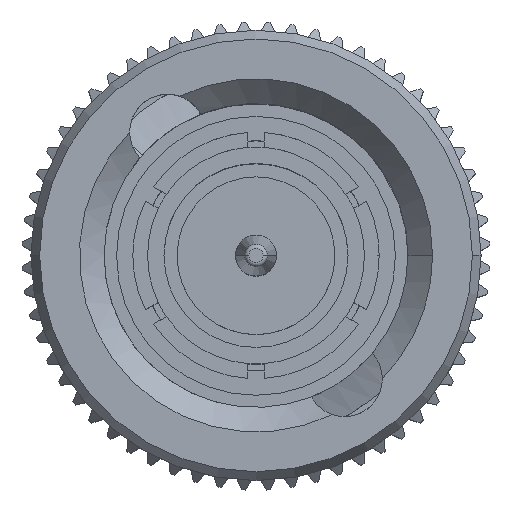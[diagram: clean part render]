
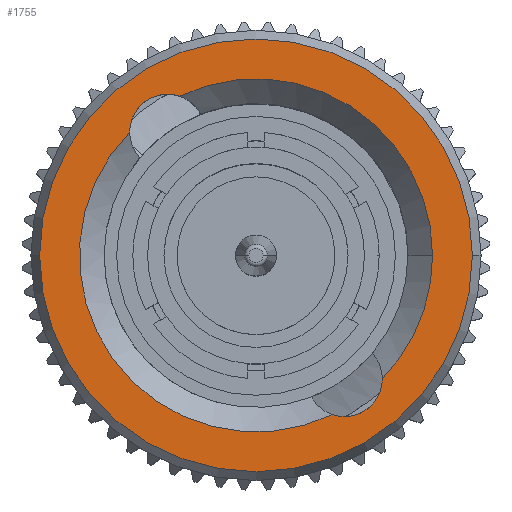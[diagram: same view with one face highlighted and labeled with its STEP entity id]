
A CAD part, top view. The second image highlights one B-rep face of the part: STEP entity #1755.
In plain terms, the highlighted face is planar.
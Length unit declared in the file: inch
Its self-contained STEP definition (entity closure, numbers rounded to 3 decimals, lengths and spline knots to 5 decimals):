
#18 = CARTESIAN_POINT ( 'NONE',  ( 0.33873, 0., -0.26339 ) ) ;
#950 = DIRECTION ( 'NONE',  ( 0., 0., -1. ) ) ;
#1505 = EDGE_CURVE ( 'NONE', #19805, #17636, #22651, .T. ) ;
#1755 = ADVANCED_FACE ( 'NONE', ( #8261, #3482 ), #14353, .F. ) ;
#1956 = EDGE_CURVE ( 'NONE', #4638, #7086, #15292, .T. ) ;
#2563 = CIRCLE ( 'NONE', #8851, 0.046 ) ;
#3120 = DIRECTION ( 'NONE',  ( -1., 0., 0. ) ) ;
#3187 = VERTEX_POINT ( 'NONE', #5518 ) ;
#3482 = FACE_BOUND ( 'NONE', #4586, .T. ) ;
#3557 = ORIENTED_EDGE ( 'NONE', *, *, #3798, .T. ) ;
#3576 = DIRECTION ( 'NONE',  ( 0., 0., 1. ) ) ;
#3798 = EDGE_CURVE ( 'NONE', #10657, #13759, #17214, .T. ) ;
#4418 = ORIENTED_EDGE ( 'NONE', *, *, #16652, .T. ) ;
#4586 = EDGE_LOOP ( 'NONE', ( #22950, #4418, #3557, #20757, #16903, #17413 ) ) ;
#4638 = VERTEX_POINT ( 'NONE', #6827 ) ;
#4748 = CARTESIAN_POINT ( 'NONE',  ( 0.33873, 0., 0. ) ) ;
#5084 = CARTESIAN_POINT ( 'NONE',  ( 0.33873, 0., -0.26339 ) ) ;
#5518 = CARTESIAN_POINT ( 'NONE',  ( 0.33873, 0.1938, -0.09296 ) ) ;
#6774 = CIRCLE ( 'NONE', #18472, 0.046 ) ;
#6827 = CARTESIAN_POINT ( 'NONE',  ( 0.33873, -0.1938, 0.09296 ) ) ;
#7086 = VERTEX_POINT ( 'NONE', #13253 ) ;
#7145 = DIRECTION ( 'NONE',  ( 0., 0., -1. ) ) ;
#7530 = ORIENTED_EDGE ( 'NONE', *, *, #18051, .T. ) ;
#7827 = DIRECTION ( 'NONE',  ( 0., 0., -1. ) ) ;
#7877 = DIRECTION ( 'NONE',  ( 1., 0., 0. ) ) ;
#8073 = AXIS2_PLACEMENT_3D ( 'NONE', #21298, #15921, #10196 ) ;
#8261 = FACE_OUTER_BOUND ( 'NONE', #9792, .T. ) ;
#8829 = CARTESIAN_POINT ( 'NONE',  ( 0.33873, 0.15026, -0.10782 ) ) ;
#8851 = AXIS2_PLACEMENT_3D ( 'NONE', #9226, #13181, #9466 ) ;
#8983 = DIRECTION ( 'NONE',  ( -1., 0., 0. ) ) ;
#9226 = CARTESIAN_POINT ( 'NONE',  ( 0.33873, -0.15026, 0.10782 ) ) ;
#9466 = DIRECTION ( 'NONE',  ( 0., 0., -1. ) ) ;
#9792 = EDGE_LOOP ( 'NONE', ( #7530, #18992 ) ) ;
#9939 = EDGE_CURVE ( 'NONE', #4638, #10860, #2563, .T. ) ;
#10165 = DIRECTION ( 'NONE',  ( 1., 0., 0. ) ) ;
#10196 = DIRECTION ( 'NONE',  ( 0., 0., 1. ) ) ;
#10345 = DIRECTION ( 'NONE',  ( 1., 0., 0. ) ) ;
#10576 = CIRCLE ( 'NONE', #22077, 0.046 ) ;
#10657 = VERTEX_POINT ( 'NONE', #12675 ) ;
#10860 = VERTEX_POINT ( 'NONE', #19057 ) ;
#12141 = DIRECTION ( 'NONE',  ( 0., 0., -1. ) ) ;
#12425 = AXIS2_PLACEMENT_3D ( 'NONE', #18937, #7877, #950 ) ;
#12675 = CARTESIAN_POINT ( 'NONE',  ( 0.33873, 0., 0.21494 ) ) ;
#13181 = DIRECTION ( 'NONE',  ( -1., 0., 0. ) ) ;
#13253 = CARTESIAN_POINT ( 'NONE',  ( 0.33873, 0.15014, -0.15382 ) ) ;
#13255 = DIRECTION ( 'NONE',  ( 0., 0., -1. ) ) ;
#13759 = VERTEX_POINT ( 'NONE', #20568 ) ;
#13894 = CARTESIAN_POINT ( 'NONE',  ( 0.33873, 0., 0. ) ) ;
#14353 = PLANE ( 'NONE',  #16549 ) ;
#14372 = AXIS2_PLACEMENT_3D ( 'NONE', #4748, #10345, #12141 ) ;
#15292 = CIRCLE ( 'NONE', #23368, 0.21494 ) ;
#15306 = CARTESIAN_POINT ( 'NONE',  ( 0.33873, 0., 0. ) ) ;
#15921 = DIRECTION ( 'NONE',  ( -1., 0., 0. ) ) ;
#16140 = EDGE_CURVE ( 'NONE', #3187, #7086, #10576, .T. ) ;
#16549 = AXIS2_PLACEMENT_3D ( 'NONE', #18, #10165, #7145 ) ;
#16588 = EDGE_CURVE ( 'NONE', #10860, #13759, #6774, .T. ) ;
#16652 = EDGE_CURVE ( 'NONE', #3187, #10657, #19473, .T. ) ;
#16903 = ORIENTED_EDGE ( 'NONE', *, *, #9939, .F. ) ;
#17214 = CIRCLE ( 'NONE', #14372, 0.21494 ) ;
#17413 = ORIENTED_EDGE ( 'NONE', *, *, #1956, .T. ) ;
#17451 = AXIS2_PLACEMENT_3D ( 'NONE', #13894, #3120, #21007 ) ;
#17636 = VERTEX_POINT ( 'NONE', #5084 ) ;
#18051 = EDGE_CURVE ( 'NONE', #17636, #19805, #20290, .T. ) ;
#18472 = AXIS2_PLACEMENT_3D ( 'NONE', #22378, #22539, #13255 ) ;
#18646 = DIRECTION ( 'NONE',  ( 1., 0., 0. ) ) ;
#18937 = CARTESIAN_POINT ( 'NONE',  ( 0.33873, 0., 0. ) ) ;
#18992 = ORIENTED_EDGE ( 'NONE', *, *, #1505, .T. ) ;
#19057 = CARTESIAN_POINT ( 'NONE',  ( 0.33873, -0.15026, 0.15382 ) ) ;
#19473 = CIRCLE ( 'NONE', #12425, 0.21494 ) ;
#19805 = VERTEX_POINT ( 'NONE', #22572 ) ;
#20290 = CIRCLE ( 'NONE', #8073, 0.26339 ) ;
#20568 = CARTESIAN_POINT ( 'NONE',  ( 0.33873, -0.15014, 0.15382 ) ) ;
#20757 = ORIENTED_EDGE ( 'NONE', *, *, #16588, .F. ) ;
#21007 = DIRECTION ( 'NONE',  ( 0., 0., 1. ) ) ;
#21298 = CARTESIAN_POINT ( 'NONE',  ( 0.33873, 0., 0. ) ) ;
#22077 = AXIS2_PLACEMENT_3D ( 'NONE', #8829, #8983, #3576 ) ;
#22378 = CARTESIAN_POINT ( 'NONE',  ( 0.33873, -0.15026, 0.10782 ) ) ;
#22539 = DIRECTION ( 'NONE',  ( -1., 0., 0. ) ) ;
#22572 = CARTESIAN_POINT ( 'NONE',  ( 0.33873, 0., 0.26339 ) ) ;
#22651 = CIRCLE ( 'NONE', #17451, 0.26339 ) ;
#22950 = ORIENTED_EDGE ( 'NONE', *, *, #16140, .F. ) ;
#23368 = AXIS2_PLACEMENT_3D ( 'NONE', #15306, #18646, #7827 ) ;
